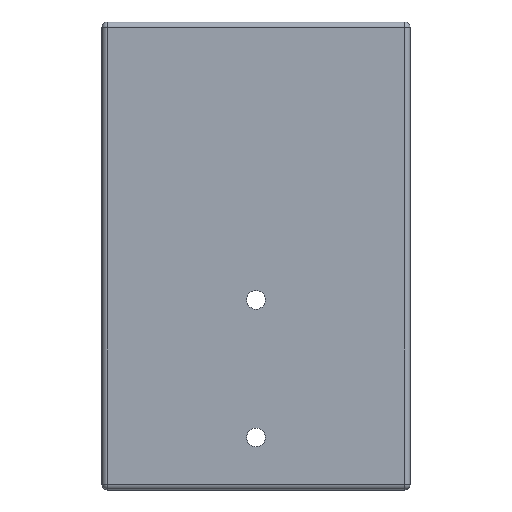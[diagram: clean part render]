
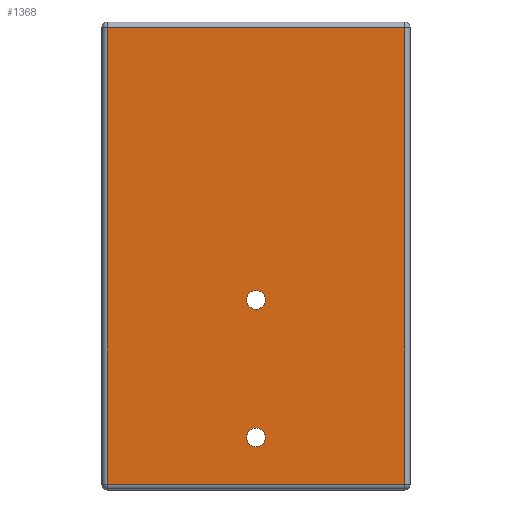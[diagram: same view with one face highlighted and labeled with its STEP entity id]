
A CAD part, top view. The second image highlights one B-rep face of the part: STEP entity #1368.
In plain terms, the highlighted planar face has unit normal (0, 0, 1).
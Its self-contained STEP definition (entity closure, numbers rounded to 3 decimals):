
#15=FACE_BOUND('',#209,.T.);
#16=FACE_BOUND('',#210,.T.);
#30=PLANE('',#1494);
#125=FACE_OUTER_BOUND('',#208,.T.);
#208=EDGE_LOOP('',(#1006,#1007,#1008,#1009));
#209=EDGE_LOOP('',(#1010));
#210=EDGE_LOOP('',(#1011));
#293=LINE('',#2096,#417);
#295=LINE('',#2104,#419);
#296=LINE('',#2109,#420);
#298=LINE('',#2118,#422);
#417=VECTOR('',#1652,10.);
#419=VECTOR('',#1660,10.);
#420=VECTOR('',#1665,10.);
#422=VECTOR('',#1677,10.);
#538=CIRCLE('',#1462,1.7);
#541=CIRCLE('',#1467,1.7);
#616=VERTEX_POINT('',#2075);
#619=VERTEX_POINT('',#2085);
#620=VERTEX_POINT('',#2089);
#623=VERTEX_POINT('',#2094);
#626=VERTEX_POINT('',#2102);
#628=VERTEX_POINT('',#2107);
#748=EDGE_CURVE('',#616,#616,#538,.T.);
#753=EDGE_CURVE('',#619,#619,#541,.T.);
#757=EDGE_CURVE('',#623,#620,#293,.T.);
#761=EDGE_CURVE('',#626,#623,#295,.T.);
#763=EDGE_CURVE('',#628,#626,#296,.T.);
#768=EDGE_CURVE('',#620,#628,#298,.T.);
#1006=ORIENTED_EDGE('',*,*,#757,.F.);
#1007=ORIENTED_EDGE('',*,*,#761,.F.);
#1008=ORIENTED_EDGE('',*,*,#763,.F.);
#1009=ORIENTED_EDGE('',*,*,#768,.F.);
#1010=ORIENTED_EDGE('',*,*,#748,.T.);
#1011=ORIENTED_EDGE('',*,*,#753,.T.);
#1368=ADVANCED_FACE('',(#125,#15,#16),#30,.T.);
#1462=AXIS2_PLACEMENT_3D('',#2077,#1631,#1632);
#1467=AXIS2_PLACEMENT_3D('',#2087,#1643,#1644);
#1494=AXIS2_PLACEMENT_3D('',#2146,#1712,#1713);
#1631=DIRECTION('center_axis',(0.,0.,-1.));
#1632=DIRECTION('ref_axis',(-1.,0.,0.));
#1643=DIRECTION('center_axis',(0.,0.,-1.));
#1644=DIRECTION('ref_axis',(-1.,0.,0.));
#1652=DIRECTION('',(0.,-1.,0.));
#1660=DIRECTION('',(1.,0.,0.));
#1665=DIRECTION('',(0.,1.,0.));
#1677=DIRECTION('',(-1.,0.,0.));
#1712=DIRECTION('center_axis',(0.,0.,1.));
#1713=DIRECTION('ref_axis',(1.,0.,0.));
#2075=CARTESIAN_POINT('',(-14.3,-7.5,12.75));
#2077=CARTESIAN_POINT('Origin',(-16.,-7.5,12.75));
#2085=CARTESIAN_POINT('',(-14.3,17.5,12.75));
#2087=CARTESIAN_POINT('Origin',(-16.,17.5,12.75));
#2089=CARTESIAN_POINT('',(11.,-16.,12.75));
#2094=CARTESIAN_POINT('',(11.,67.,12.75));
#2096=CARTESIAN_POINT('',(11.,25.5,12.75));
#2102=CARTESIAN_POINT('',(-43.,67.,12.75));
#2104=CARTESIAN_POINT('',(-2.5,67.,12.75));
#2107=CARTESIAN_POINT('',(-43.,-16.,12.75));
#2109=CARTESIAN_POINT('',(-43.,25.5,12.75));
#2118=CARTESIAN_POINT('',(-2.5,-16.,12.75));
#2146=CARTESIAN_POINT('Origin',(-3.,25.5,12.75));
